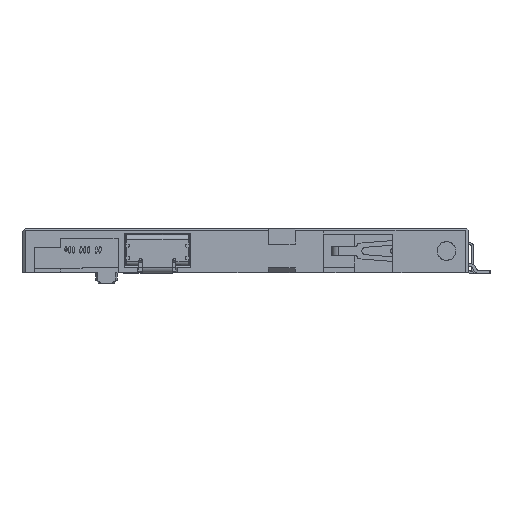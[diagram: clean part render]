
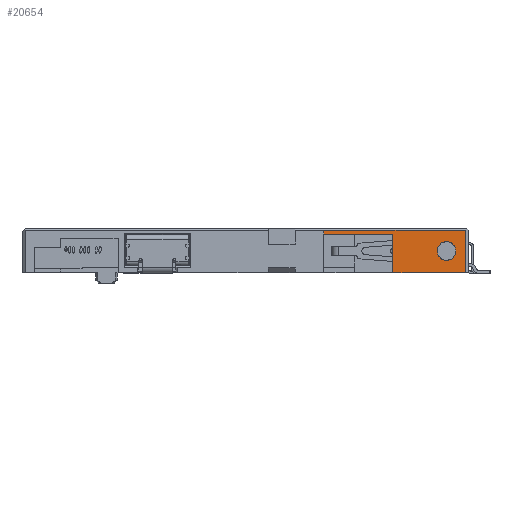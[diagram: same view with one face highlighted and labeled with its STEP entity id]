
A CAD part, left-side view. The second image highlights one B-rep face of the part: STEP entity #20654.
In plain terms, the highlighted planar face has unit normal (-1, 0, 0).
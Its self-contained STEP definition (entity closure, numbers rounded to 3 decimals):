
#176 = VECTOR ( 'NONE', #11365, 1000. ) ;
#396 = CARTESIAN_POINT ( 'NONE',  ( -14.9, -3., 2.5 ) ) ;
#614 = VECTOR ( 'NONE', #1693, 1000. ) ;
#839 = LINE ( 'NONE', #396, #176 ) ;
#1143 = CARTESIAN_POINT ( 'NONE',  ( -14.9, -0.98, 1.4 ) ) ;
#1191 = ORIENTED_EDGE ( 'NONE', *, *, #16120, .F. ) ;
#1266 = FACE_OUTER_BOUND ( 'NONE', #5509, .T. ) ;
#1276 = CARTESIAN_POINT ( 'NONE',  ( -14.9, 1.9, 0. ) ) ;
#1693 = DIRECTION ( 'NONE',  ( 0., 0., 1. ) ) ;
#2808 = CARTESIAN_POINT ( 'NONE',  ( -14.9, 0., 0. ) ) ;
#4332 = CIRCLE ( 'NONE', #10085, 0.6 ) ;
#4440 = EDGE_LOOP ( 'NONE', ( #24968, #9241 ) ) ;
#5060 = DIRECTION ( 'NONE',  ( 0., -1., 0. ) ) ;
#5344 = EDGE_CURVE ( 'NONE', #11919, #22491, #4332, .T. ) ;
#5458 = DIRECTION ( 'NONE',  ( 0., -1., 0. ) ) ;
#5509 = EDGE_LOOP ( 'NONE', ( #18745, #7651, #8095, #1191, #27982, #7165 ) ) ;
#5512 = EDGE_CURVE ( 'NONE', #27931, #5705, #839, .T. ) ;
#5705 = VERTEX_POINT ( 'NONE', #7545 ) ;
#5884 = PLANE ( 'NONE',  #21569 ) ;
#6582 = VECTOR ( 'NONE', #5060, 1000. ) ;
#7165 = ORIENTED_EDGE ( 'NONE', *, *, #5512, .F. ) ;
#7545 = CARTESIAN_POINT ( 'NONE',  ( -14.9, 6.4, 2.5 ) ) ;
#7651 = ORIENTED_EDGE ( 'NONE', *, *, #15962, .T. ) ;
#8061 = VERTEX_POINT ( 'NONE', #25981 ) ;
#8095 = ORIENTED_EDGE ( 'NONE', *, *, #20069, .T. ) ;
#8432 = CARTESIAN_POINT ( 'NONE',  ( -14.9, 1.9, 2.5 ) ) ;
#9241 = ORIENTED_EDGE ( 'NONE', *, *, #5344, .F. ) ;
#9891 = CARTESIAN_POINT ( 'NONE',  ( -14.9, -2.8, 0. ) ) ;
#10085 = AXIS2_PLACEMENT_3D ( 'NONE', #11580, #27131, #13776 ) ;
#10303 = CARTESIAN_POINT ( 'NONE',  ( -14.9, -2.8, 3.3 ) ) ;
#10738 = AXIS2_PLACEMENT_3D ( 'NONE', #26445, #13122, #28737 ) ;
#11365 = DIRECTION ( 'NONE',  ( 0., 1., 0. ) ) ;
#11580 = CARTESIAN_POINT ( 'NONE',  ( -14.9, -1.58, 1.4 ) ) ;
#11844 = LINE ( 'NONE', #1276, #22209 ) ;
#11919 = VERTEX_POINT ( 'NONE', #1143 ) ;
#12459 = CARTESIAN_POINT ( 'NONE',  ( -14.9, -3., 0. ) ) ;
#12768 = CARTESIAN_POINT ( 'NONE',  ( -14.9, 6.4, 0. ) ) ;
#12937 = VERTEX_POINT ( 'NONE', #19709 ) ;
#13012 = LINE ( 'NONE', #12768, #614 ) ;
#13122 = DIRECTION ( 'NONE',  ( -1., 0., 0. ) ) ;
#13776 = DIRECTION ( 'NONE',  ( 0., -1., 0. ) ) ;
#14672 = DIRECTION ( 'NONE',  ( 0., 0., -1. ) ) ;
#15085 = VECTOR ( 'NONE', #25899, 1000. ) ;
#15773 = LINE ( 'NONE', #10303, #15085 ) ;
#15864 = CARTESIAN_POINT ( 'NONE',  ( -14.9, 1.9, 0. ) ) ;
#15962 = EDGE_CURVE ( 'NONE', #22723, #17170, #24162, .T. ) ;
#16120 = EDGE_CURVE ( 'NONE', #12937, #8061, #22735, .T. ) ;
#17170 = VERTEX_POINT ( 'NONE', #9891 ) ;
#18745 = ORIENTED_EDGE ( 'NONE', *, *, #25370, .F. ) ;
#19709 = CARTESIAN_POINT ( 'NONE',  ( -14.9, 6.4, 2.75 ) ) ;
#20069 = EDGE_CURVE ( 'NONE', #17170, #8061, #15773, .T. ) ;
#20654 = ADVANCED_FACE ( 'NONE', ( #25487, #1266 ), #5884, .F. ) ;
#21569 = AXIS2_PLACEMENT_3D ( 'NONE', #12459, #28052, #14672 ) ;
#22209 = VECTOR ( 'NONE', #27941, 1000. ) ;
#22491 = VERTEX_POINT ( 'NONE', #28408 ) ;
#22723 = VERTEX_POINT ( 'NONE', #15864 ) ;
#22735 = LINE ( 'NONE', #23052, #26634 ) ;
#23052 = CARTESIAN_POINT ( 'NONE',  ( -14.9, -3., 2.75 ) ) ;
#24162 = LINE ( 'NONE', #2808, #6582 ) ;
#24620 = EDGE_CURVE ( 'NONE', #22491, #11919, #27571, .T. ) ;
#24968 = ORIENTED_EDGE ( 'NONE', *, *, #24620, .F. ) ;
#25370 = EDGE_CURVE ( 'NONE', #22723, #27931, #11844, .T. ) ;
#25487 = FACE_BOUND ( 'NONE', #4440, .T. ) ;
#25899 = DIRECTION ( 'NONE',  ( 0., 0., 1. ) ) ;
#25981 = CARTESIAN_POINT ( 'NONE',  ( -14.9, -2.8, 2.75 ) ) ;
#26445 = CARTESIAN_POINT ( 'NONE',  ( -14.9, -1.58, 1.4 ) ) ;
#26634 = VECTOR ( 'NONE', #5458, 1000. ) ;
#27131 = DIRECTION ( 'NONE',  ( -1., 0., 0. ) ) ;
#27571 = CIRCLE ( 'NONE', #10738, 0.6 ) ;
#27931 = VERTEX_POINT ( 'NONE', #8432 ) ;
#27941 = DIRECTION ( 'NONE',  ( 0., 0., 1. ) ) ;
#27982 = ORIENTED_EDGE ( 'NONE', *, *, #28440, .F. ) ;
#28052 = DIRECTION ( 'NONE',  ( 1., 0., 0. ) ) ;
#28408 = CARTESIAN_POINT ( 'NONE',  ( -14.9, -2.18, 1.4 ) ) ;
#28440 = EDGE_CURVE ( 'NONE', #5705, #12937, #13012, .T. ) ;
#28737 = DIRECTION ( 'NONE',  ( 0., -1., 0. ) ) ;
